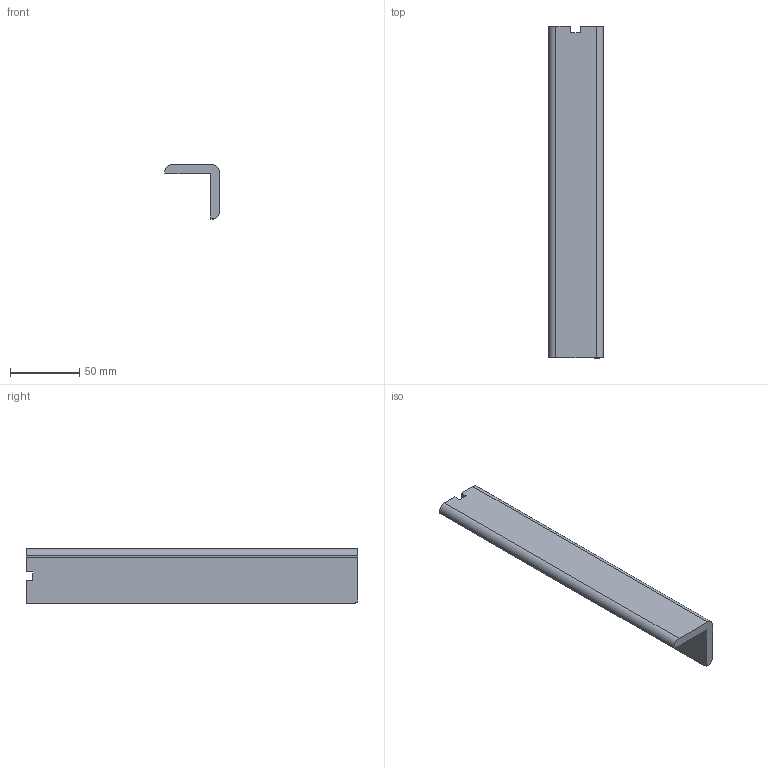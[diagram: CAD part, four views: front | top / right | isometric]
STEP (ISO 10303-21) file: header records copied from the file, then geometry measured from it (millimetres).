
FILE_DESCRIPTION(/* description */ (''),/* implementation_level */ '2;1');
FILE_NAME(/* name */ 'Cage Rear Leg.step',/* time_stamp */ '2025-07-31T14:49:49-04:00',/* author */ (''),/* organization */ (''),/* preprocessor_version */ 'ST-DEVELOPER v20.1',/* originating_system */ 'Autodesk Translation Framework v14.10.0.0',/* authorisation */ '');
FILE_SCHEMA (('AUTOMOTIVE_DESIGN { 1 0 10303 214 3 1 1 }'));
Length unit declared in the file: metre
Products named in the file (1): 2025-05-28-15-41-48-975
Bounding box: 39.08 x 239 x 39.08 mm (x, y, z)
Volume: 104445.2 mm3; surface area: 36815.8 mm2
Topology: 1 solids, 1 shells, 23 faces, 64 edges, 44 vertices
Faces by surface type: plane 19, cylinder 4
Full cylindrical faces by diameter (mm): 10 x1
Entity records: 779 total; most frequent: CARTESIAN_POINT 132, ORIENTED_EDGE 128, DIRECTION 121, EDGE_CURVE 64, LINE 55, VECTOR 55, VERTEX_POINT 44, AXIS2_PLACEMENT_3D 33
